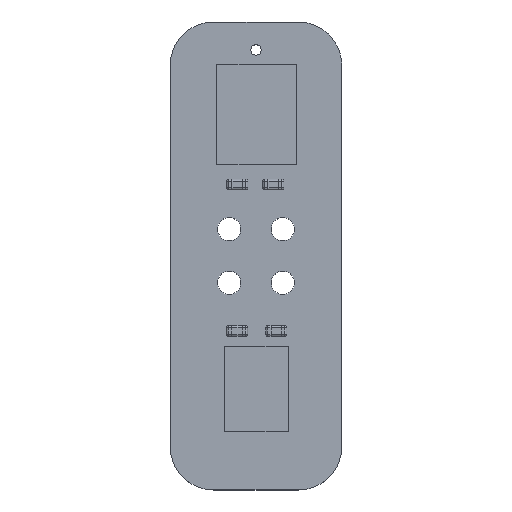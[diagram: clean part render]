
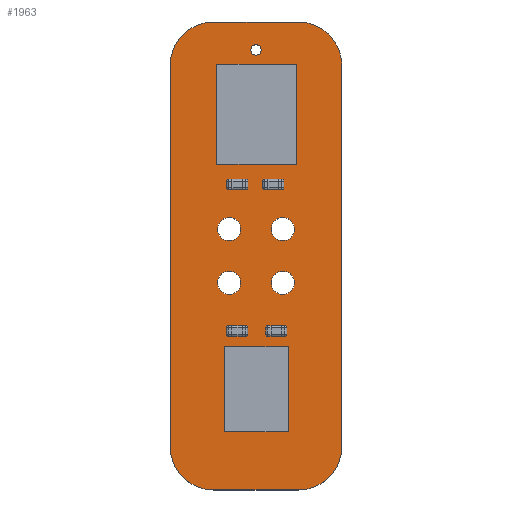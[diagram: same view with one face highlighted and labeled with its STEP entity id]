
A CAD part, top view. The second image highlights one B-rep face of the part: STEP entity #1963.
In plain terms, the highlighted planar face has unit normal (0, 0, 1).
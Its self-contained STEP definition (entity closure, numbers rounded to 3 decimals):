
#1484 = VERTEX_POINT('',#1485);
#1485 = CARTESIAN_POINT('',(-4.05,-9.,0.));
#1491 = EDGE_CURVE('',#1484,#1492,#1494,.T.);
#1492 = VERTEX_POINT('',#1493);
#1493 = CARTESIAN_POINT('',(-4.05,9.,0.));
#1494 = LINE('',#1495,#1496);
#1495 = CARTESIAN_POINT('',(-4.05,-9.,0.));
#1496 = VECTOR('',#1497,1.);
#1497 = DIRECTION('',(0.,1.,0.));
#1522 = EDGE_CURVE('',#1492,#1523,#1525,.T.);
#1523 = VERTEX_POINT('',#1524);
#1524 = CARTESIAN_POINT('',(-2.,11.05,0.));
#1525 = CIRCLE('',#1526,2.049);
#1526 = AXIS2_PLACEMENT_3D('',#1527,#1528,#1529);
#1527 = CARTESIAN_POINT('',(-2.001,9.001,0.));
#1528 = DIRECTION('',(0.,0.,-1.));
#1529 = DIRECTION('',(-1.,-0.001,0.));
#1555 = EDGE_CURVE('',#1523,#1556,#1558,.T.);
#1556 = VERTEX_POINT('',#1557);
#1557 = CARTESIAN_POINT('',(2.2,11.05,0.));
#1558 = LINE('',#1559,#1560);
#1559 = CARTESIAN_POINT('',(-2.,11.05,0.));
#1560 = VECTOR('',#1561,1.);
#1561 = DIRECTION('',(1.,0.,0.));
#1586 = EDGE_CURVE('',#1556,#1587,#1589,.T.);
#1587 = VERTEX_POINT('',#1588);
#1588 = CARTESIAN_POINT('',(2.234,11.037,0.));
#1589 = CIRCLE('',#1590,0.047);
#1590 = AXIS2_PLACEMENT_3D('',#1591,#1592,#1593);
#1591 = CARTESIAN_POINT('',(2.201,11.003,0.));
#1592 = DIRECTION('',(0.,0.,-1.));
#1593 = DIRECTION('',(-0.028,1.,0.));
#1619 = EDGE_CURVE('',#1587,#1620,#1622,.T.);
#1620 = VERTEX_POINT('',#1621);
#1621 = CARTESIAN_POINT('',(4.05,9.,0.));
#1622 = CIRCLE('',#1623,2.05);
#1623 = AXIS2_PLACEMENT_3D('',#1624,#1625,#1626);
#1624 = CARTESIAN_POINT('',(2.,9.001,0.));
#1625 = DIRECTION('',(0.,0.,-1.));
#1626 = DIRECTION('',(0.114,0.993,0.));
#1652 = EDGE_CURVE('',#1620,#1653,#1655,.T.);
#1653 = VERTEX_POINT('',#1654);
#1654 = CARTESIAN_POINT('',(4.05,-9.,0.));
#1655 = LINE('',#1656,#1657);
#1656 = CARTESIAN_POINT('',(4.05,9.,0.));
#1657 = VECTOR('',#1658,1.);
#1658 = DIRECTION('',(0.,-1.,0.));
#1683 = EDGE_CURVE('',#1653,#1684,#1686,.T.);
#1684 = VERTEX_POINT('',#1685);
#1685 = CARTESIAN_POINT('',(2.,-11.05,0.));
#1686 = CIRCLE('',#1687,2.049);
#1687 = AXIS2_PLACEMENT_3D('',#1688,#1689,#1690);
#1688 = CARTESIAN_POINT('',(2.001,-9.001,0.));
#1689 = DIRECTION('',(0.,0.,-1.));
#1690 = DIRECTION('',(1.,0.001,0.));
#1716 = EDGE_CURVE('',#1684,#1717,#1719,.T.);
#1717 = VERTEX_POINT('',#1718);
#1718 = CARTESIAN_POINT('',(-2.,-11.05,0.));
#1719 = LINE('',#1720,#1721);
#1720 = CARTESIAN_POINT('',(2.,-11.05,0.));
#1721 = VECTOR('',#1722,1.);
#1722 = DIRECTION('',(-1.,0.,0.));
#1747 = EDGE_CURVE('',#1717,#1484,#1748,.T.);
#1748 = CIRCLE('',#1749,2.049);
#1749 = AXIS2_PLACEMENT_3D('',#1750,#1751,#1752);
#1750 = CARTESIAN_POINT('',(-2.001,-9.001,0.));
#1751 = DIRECTION('',(0.,0.,-1.));
#1752 = DIRECTION('',(0.001,-1.,0.));
#1773 = VERTEX_POINT('',#1774);
#1774 = CARTESIAN_POINT('',(-0.72,-1.27,0.));
#1780 = EDGE_CURVE('',#1773,#1773,#1781,.T.);
#1781 = CIRCLE('',#1782,0.55);
#1782 = AXIS2_PLACEMENT_3D('',#1783,#1784,#1785);
#1783 = CARTESIAN_POINT('',(-1.27,-1.27,0.));
#1784 = DIRECTION('',(0.,0.,1.));
#1785 = DIRECTION('',(1.,0.,0.));
#1806 = VERTEX_POINT('',#1807);
#1807 = CARTESIAN_POINT('',(-0.72,1.27,0.));
#1813 = EDGE_CURVE('',#1806,#1806,#1814,.T.);
#1814 = CIRCLE('',#1815,0.55);
#1815 = AXIS2_PLACEMENT_3D('',#1816,#1817,#1818);
#1816 = CARTESIAN_POINT('',(-1.27,1.27,0.));
#1817 = DIRECTION('',(0.,0.,1.));
#1818 = DIRECTION('',(1.,0.,0.));
#1839 = VERTEX_POINT('',#1840);
#1840 = CARTESIAN_POINT('',(1.82,-1.27,0.));
#1846 = EDGE_CURVE('',#1839,#1839,#1847,.T.);
#1847 = CIRCLE('',#1848,0.55);
#1848 = AXIS2_PLACEMENT_3D('',#1849,#1850,#1851);
#1849 = CARTESIAN_POINT('',(1.27,-1.27,0.));
#1850 = DIRECTION('',(0.,0.,1.));
#1851 = DIRECTION('',(1.,0.,0.));
#1872 = VERTEX_POINT('',#1873);
#1873 = CARTESIAN_POINT('',(0.25,9.73,0.));
#1879 = EDGE_CURVE('',#1872,#1872,#1880,.T.);
#1880 = CIRCLE('',#1881,0.25);
#1881 = AXIS2_PLACEMENT_3D('',#1882,#1883,#1884);
#1882 = CARTESIAN_POINT('',(0.,9.73,0.));
#1883 = DIRECTION('',(0.,0.,1.));
#1884 = DIRECTION('',(1.,0.,0.));
#1905 = VERTEX_POINT('',#1906);
#1906 = CARTESIAN_POINT('',(1.82,1.27,0.));
#1912 = EDGE_CURVE('',#1905,#1905,#1913,.T.);
#1913 = CIRCLE('',#1914,0.55);
#1914 = AXIS2_PLACEMENT_3D('',#1915,#1916,#1917);
#1915 = CARTESIAN_POINT('',(1.27,1.27,0.));
#1916 = DIRECTION('',(0.,0.,1.));
#1917 = DIRECTION('',(1.,0.,0.));
#1963 = ADVANCED_FACE('',(#1964,#1975,#1978,#1981,#1984,#1987),#1990,.T.
  );
#1964 = FACE_BOUND('',#1965,.F.);
#1965 = EDGE_LOOP('',(#1966,#1967,#1968,#1969,#1970,#1971,#1972,#1973,
    #1974));
#1966 = ORIENTED_EDGE('',*,*,#1491,.T.);
#1967 = ORIENTED_EDGE('',*,*,#1522,.T.);
#1968 = ORIENTED_EDGE('',*,*,#1555,.T.);
#1969 = ORIENTED_EDGE('',*,*,#1586,.T.);
#1970 = ORIENTED_EDGE('',*,*,#1619,.T.);
#1971 = ORIENTED_EDGE('',*,*,#1652,.T.);
#1972 = ORIENTED_EDGE('',*,*,#1683,.T.);
#1973 = ORIENTED_EDGE('',*,*,#1716,.T.);
#1974 = ORIENTED_EDGE('',*,*,#1747,.T.);
#1975 = FACE_BOUND('',#1976,.T.);
#1976 = EDGE_LOOP('',(#1977));
#1977 = ORIENTED_EDGE('',*,*,#1780,.F.);
#1978 = FACE_BOUND('',#1979,.T.);
#1979 = EDGE_LOOP('',(#1980));
#1980 = ORIENTED_EDGE('',*,*,#1813,.F.);
#1981 = FACE_BOUND('',#1982,.T.);
#1982 = EDGE_LOOP('',(#1983));
#1983 = ORIENTED_EDGE('',*,*,#1846,.F.);
#1984 = FACE_BOUND('',#1985,.T.);
#1985 = EDGE_LOOP('',(#1986));
#1986 = ORIENTED_EDGE('',*,*,#1879,.F.);
#1987 = FACE_BOUND('',#1988,.T.);
#1988 = EDGE_LOOP('',(#1989));
#1989 = ORIENTED_EDGE('',*,*,#1912,.F.);
#1990 = PLANE('',#1991);
#1991 = AXIS2_PLACEMENT_3D('',#1992,#1993,#1994);
#1992 = CARTESIAN_POINT('',(-4.05,-9.,0.));
#1993 = DIRECTION('',(0.,0.,1.));
#1994 = DIRECTION('',(1.,0.,0.));
